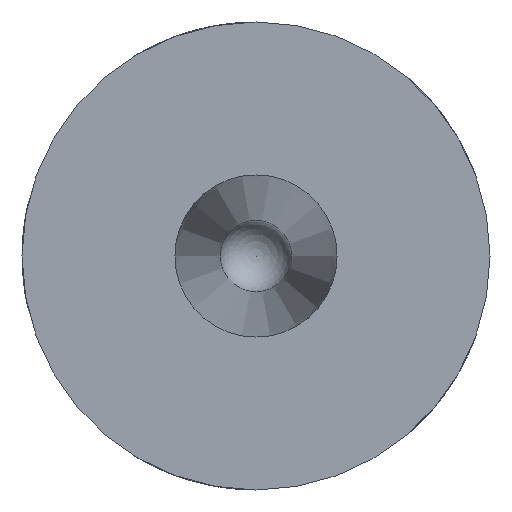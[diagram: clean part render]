
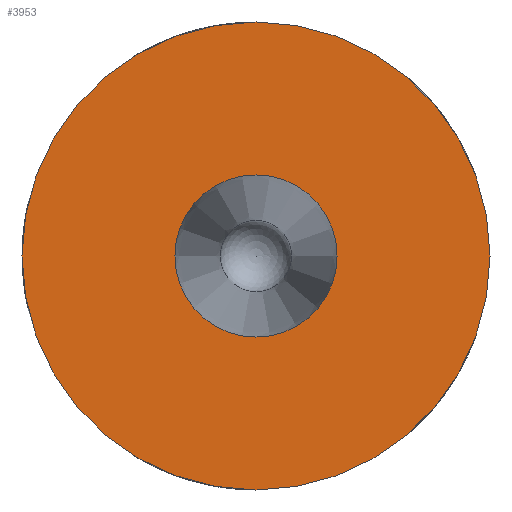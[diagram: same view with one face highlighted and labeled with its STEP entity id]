
A CAD part, front view. The second image highlights one B-rep face of the part: STEP entity #3953.
In plain terms, the highlighted planar face has unit normal (0, -1, 0).
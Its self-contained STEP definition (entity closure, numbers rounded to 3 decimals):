
#101 = CYLINDRICAL_SURFACE('',#102,56.892);
#102 = AXIS2_PLACEMENT_3D('',#103,#104,#105);
#103 = CARTESIAN_POINT('',(0.,24.103,0.));
#104 = DIRECTION('',(-0.,-1.,-0.));
#105 = DIRECTION('',(1.,0.,0.));
#576 = VERTEX_POINT('',#577);
#577 = CARTESIAN_POINT('',(56.892,0.,0.));
#598 = EDGE_CURVE('',#576,#576,#599,.T.);
#599 = SURFACE_CURVE('',#600,(#605,#612),.PCURVE_S1.);
#600 = CIRCLE('',#601,56.892);
#601 = AXIS2_PLACEMENT_3D('',#602,#603,#604);
#602 = CARTESIAN_POINT('',(0.,0.,0.));
#603 = DIRECTION('',(0.,-1.,0.));
#604 = DIRECTION('',(1.,0.,0.));
#605 = PCURVE('',#101,#606);
#606 = DEFINITIONAL_REPRESENTATION('',(#607),#611);
#607 = LINE('',#608,#609);
#608 = CARTESIAN_POINT('',(0.,24.103));
#609 = VECTOR('',#610,1.);
#610 = DIRECTION('',(1.,0.));
#611 = ( GEOMETRIC_REPRESENTATION_CONTEXT(2) 
PARAMETRIC_REPRESENTATION_CONTEXT() REPRESENTATION_CONTEXT('2D SPACE',''
  ) );
#612 = PCURVE('',#613,#618);
#613 = PLANE('',#614);
#614 = AXIS2_PLACEMENT_3D('',#615,#616,#617);
#615 = CARTESIAN_POINT('',(0.,0.,0.));
#616 = DIRECTION('',(-0.,-1.,-0.));
#617 = DIRECTION('',(1.,0.,0.));
#618 = DEFINITIONAL_REPRESENTATION('',(#619),#623);
#619 = CIRCLE('',#620,56.892);
#620 = AXIS2_PLACEMENT_2D('',#621,#622);
#621 = CARTESIAN_POINT('',(0.,0.));
#622 = DIRECTION('',(1.,-0.));
#623 = ( GEOMETRIC_REPRESENTATION_CONTEXT(2) 
PARAMETRIC_REPRESENTATION_CONTEXT() REPRESENTATION_CONTEXT('2D SPACE',''
  ) );
#3953 = ADVANCED_FACE('',(#3954,#3985),#613,.T.);
#3954 = FACE_BOUND('',#3955,.F.);
#3955 = EDGE_LOOP('',(#3956));
#3956 = ORIENTED_EDGE('',*,*,#3957,.T.);
#3957 = EDGE_CURVE('',#3958,#3958,#3960,.T.);
#3958 = VERTEX_POINT('',#3959);
#3959 = CARTESIAN_POINT('',(19.713,0.,0.));
#3960 = SURFACE_CURVE('',#3961,(#3966,#3973),.PCURVE_S1.);
#3961 = CIRCLE('',#3962,19.713);
#3962 = AXIS2_PLACEMENT_3D('',#3963,#3964,#3965);
#3963 = CARTESIAN_POINT('',(0.,0.,0.));
#3964 = DIRECTION('',(0.,-1.,0.));
#3965 = DIRECTION('',(1.,0.,0.));
#3966 = PCURVE('',#613,#3967);
#3967 = DEFINITIONAL_REPRESENTATION('',(#3968),#3972);
#3968 = CIRCLE('',#3969,19.713);
#3969 = AXIS2_PLACEMENT_2D('',#3970,#3971);
#3970 = CARTESIAN_POINT('',(0.,0.));
#3971 = DIRECTION('',(1.,-0.));
#3972 = ( GEOMETRIC_REPRESENTATION_CONTEXT(2) 
PARAMETRIC_REPRESENTATION_CONTEXT() REPRESENTATION_CONTEXT('2D SPACE',''
  ) );
#3973 = PCURVE('',#3974,#3979);
#3974 = CONICAL_SURFACE('',#3975,8.7,0.059);
#3975 = AXIS2_PLACEMENT_3D('',#3976,#3977,#3978);
#3976 = CARTESIAN_POINT('',(0.,187.795,0.));
#3977 = DIRECTION('',(-0.,-1.,-0.));
#3978 = DIRECTION('',(1.,0.,0.));
#3979 = DEFINITIONAL_REPRESENTATION('',(#3980),#3984);
#3980 = LINE('',#3981,#3982);
#3981 = CARTESIAN_POINT('',(0.,187.795));
#3982 = VECTOR('',#3983,1.);
#3983 = DIRECTION('',(1.,0.));
#3984 = ( GEOMETRIC_REPRESENTATION_CONTEXT(2) 
PARAMETRIC_REPRESENTATION_CONTEXT() REPRESENTATION_CONTEXT('2D SPACE',''
  ) );
#3985 = FACE_BOUND('',#3986,.F.);
#3986 = EDGE_LOOP('',(#3987));
#3987 = ORIENTED_EDGE('',*,*,#598,.F.);
